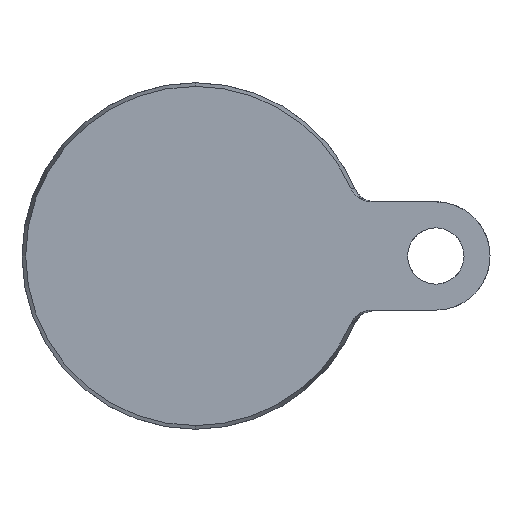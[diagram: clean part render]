
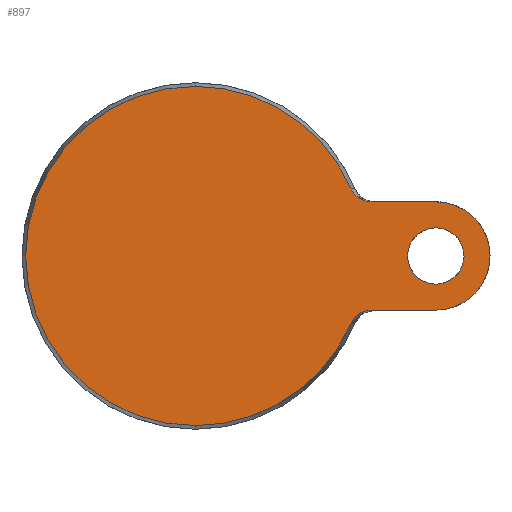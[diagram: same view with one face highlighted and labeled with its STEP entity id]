
A CAD part, front view. The second image highlights one B-rep face of the part: STEP entity #897.
In plain terms, the highlighted planar face has unit normal (0, -1, 0).
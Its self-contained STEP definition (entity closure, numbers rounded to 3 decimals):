
#7 = ORIENTED_EDGE ( 'NONE', *, *, #200, .F. ) ;
#31 = EDGE_CURVE ( 'NONE', #569, #355, #753, .T. ) ;
#34 = EDGE_LOOP ( 'NONE', ( #938, #399 ) ) ;
#47 = B_SPLINE_CURVE_WITH_KNOTS ( 'NONE', 3,
 ( #72, #583, #599, #1018, #287, #1150, #1027, #375, #1364, #1342, #816, #708, #925, #719 ),
 .UNSPECIFIED., .F., .F.,
 ( 4, 2, 2, 2, 2, 2, 4 ),
 ( 0., 0.001, 0.002, 0.003, 0.004, 0.004, 0.006 ),
 .UNSPECIFIED. ) ;
#72 = CARTESIAN_POINT ( 'NONE',  ( 40.579, 0., 12.5 ) ) ;
#73 = DIRECTION ( 'NONE',  ( 0., 1., 0. ) ) ;
#76 = ORIENTED_EDGE ( 'NONE', *, *, #317, .F. ) ;
#89 = CARTESIAN_POINT ( 'NONE',  ( 36.381, 0., -14.668 ) ) ;
#122 = LINE ( 'NONE', #523, #847 ) ;
#137 = VERTEX_POINT ( 'NONE', #1020 ) ;
#140 = EDGE_CURVE ( 'NONE', #692, #137, #507, .T. ) ;
#165 = CARTESIAN_POINT ( 'NONE',  ( 38.218, 0., -13.072 ) ) ;
#168 = CIRCLE ( 'NONE', #325, 6.5 ) ;
#198 = CARTESIAN_POINT ( 'NONE',  ( 36.857, 0., -14.106 ) ) ;
#200 = EDGE_CURVE ( 'NONE', #597, #692, #951, .T. ) ;
#280 = EDGE_CURVE ( 'NONE', #1104, #630, #1305, .T. ) ;
#287 = CARTESIAN_POINT ( 'NONE',  ( 38.665, 0., 12.866 ) ) ;
#289 = DIRECTION ( 'NONE',  ( 0., 1., 0. ) ) ;
#290 = CARTESIAN_POINT ( 'NONE',  ( 37.591, 0., -13.458 ) ) ;
#294 = DIRECTION ( 'NONE',  ( 0., 0., 1. ) ) ;
#295 = CARTESIAN_POINT ( 'NONE',  ( 39.592, 0., -12.572 ) ) ;
#312 = ORIENTED_EDGE ( 'NONE', *, *, #550, .T. ) ;
#316 = DIRECTION ( 'NONE',  ( 0., 0., -1. ) ) ;
#317 = EDGE_CURVE ( 'NONE', #137, #733, #122, .T. ) ;
#325 = AXIS2_PLACEMENT_3D ( 'NONE', #1315, #353, #686 ) ;
#327 = DIRECTION ( 'NONE',  ( 1., 0., 0. ) ) ;
#353 = DIRECTION ( 'NONE',  ( 0., 1., 0. ) ) ;
#355 = VERTEX_POINT ( 'NONE', #1335 ) ;
#366 = AXIS2_PLACEMENT_3D ( 'NONE', #515, #289, #294 ) ;
#375 = CARTESIAN_POINT ( 'NONE',  ( 37.598, 0., 13.453 ) ) ;
#389 = AXIS2_PLACEMENT_3D ( 'NONE', #710, #73, #495 ) ;
#392 = VERTEX_POINT ( 'NONE', #560 ) ;
#398 = CARTESIAN_POINT ( 'NONE',  ( 36.124, 0., -15.081 ) ) ;
#399 = ORIENTED_EDGE ( 'NONE', *, *, #31, .T. ) ;
#402 = CARTESIAN_POINT ( 'NONE',  ( 0., 0., -39.143 ) ) ;
#415 = AXIS2_PLACEMENT_3D ( 'NONE', #1169, #611, #1046 ) ;
#429 = EDGE_CURVE ( 'NONE', #355, #569, #168, .T. ) ;
#441 = CARTESIAN_POINT ( 'NONE',  ( 40.579, 0., -12.5 ) ) ;
#489 = CARTESIAN_POINT ( 'NONE',  ( 38., 0., -13.192 ) ) ;
#491 = VERTEX_POINT ( 'NONE', #513 ) ;
#495 = DIRECTION ( 'NONE',  ( 0., 0., -1. ) ) ;
#507 = CIRCLE ( 'NONE', #389, 12.5 ) ;
#513 = CARTESIAN_POINT ( 'NONE',  ( 35.928, 0., -15.535 ) ) ;
#515 = CARTESIAN_POINT ( 'NONE',  ( 55.5, 0., 0. ) ) ;
#516 = CARTESIAN_POINT ( 'NONE',  ( 37.031, 0., -13.929 ) ) ;
#520 = EDGE_CURVE ( 'NONE', #597, #392, #47, .T. ) ;
#523 = CARTESIAN_POINT ( 'NONE',  ( 15., 0., -12.5 ) ) ;
#532 = ORIENTED_EDGE ( 'NONE', *, *, #140, .F. ) ;
#545 = DIRECTION ( 'NONE',  ( 0., -1., 0. ) ) ;
#550 = EDGE_CURVE ( 'NONE', #630, #491, #685, .T. ) ;
#560 = CARTESIAN_POINT ( 'NONE',  ( 35.928, 0., 15.535 ) ) ;
#569 = VERTEX_POINT ( 'NONE', #795 ) ;
#581 = CARTESIAN_POINT ( 'NONE',  ( 0., 0., 39.143 ) ) ;
#583 = CARTESIAN_POINT ( 'NONE',  ( 40.085, 0., 12.5 ) ) ;
#597 = VERTEX_POINT ( 'NONE', #1242 ) ;
#599 = CARTESIAN_POINT ( 'NONE',  ( 39.603, 0., 12.57 ) ) ;
#603 = CARTESIAN_POINT ( 'NONE',  ( 37.397, 0., -13.606 ) ) ;
#604 = ORIENTED_EDGE ( 'NONE', *, *, #520, .T. ) ;
#611 = DIRECTION ( 'NONE',  ( 0., -1., 0. ) ) ;
#628 = CARTESIAN_POINT ( 'NONE',  ( 15., 0., 12.5 ) ) ;
#630 = VERTEX_POINT ( 'NONE', #402 ) ;
#685 = CIRCLE ( 'NONE', #1142, 39.143 ) ;
#686 = DIRECTION ( 'NONE',  ( 0., 0., 1. ) ) ;
#692 = VERTEX_POINT ( 'NONE', #1292 ) ;
#697 = DIRECTION ( 'NONE',  ( 0., 0., 1. ) ) ;
#708 = CARTESIAN_POINT ( 'NONE',  ( 36.388, 0., 14.659 ) ) ;
#710 = CARTESIAN_POINT ( 'NONE',  ( 55.5, 0., 0. ) ) ;
#719 = CARTESIAN_POINT ( 'NONE',  ( 35.928, 0., 15.535 ) ) ;
#730 = CARTESIAN_POINT ( 'NONE',  ( 38.891, 0., -12.781 ) ) ;
#733 = VERTEX_POINT ( 'NONE', #441 ) ;
#753 = CIRCLE ( 'NONE', #366, 6.5 ) ;
#774 = AXIS2_PLACEMENT_3D ( 'NONE', #1265, #1341, #697 ) ;
#795 = CARTESIAN_POINT ( 'NONE',  ( 55.5, 0., 6.5 ) ) ;
#816 = CARTESIAN_POINT ( 'NONE',  ( 36.861, 0., 14.101 ) ) ;
#826 = FACE_OUTER_BOUND ( 'NONE', #1079, .T. ) ;
#843 = CARTESIAN_POINT ( 'NONE',  ( 0., 0., 0. ) ) ;
#847 = VECTOR ( 'NONE', #1378, 1000. ) ;
#862 = B_SPLINE_CURVE_WITH_KNOTS ( 'NONE', 3,
 ( #1263, #398, #89, #198, #516, #603, #290, #489, #165, #940, #730, #295, #946, #1270 ),
 .UNSPECIFIED., .F., .F.,
 ( 4, 2, 2, 2, 2, 2, 4 ),
 ( 0., 0.001, 0.002, 0.003, 0.004, 0.004, 0.006 ),
 .UNSPECIFIED. ) ;
#866 = CIRCLE ( 'NONE', #415, 39.143 ) ;
#897 = ADVANCED_FACE ( 'NONE', ( #826, #908 ), #1348, .F. ) ;
#908 = FACE_BOUND ( 'NONE', #34, .T. ) ;
#912 = CARTESIAN_POINT ( 'NONE',  ( 0., 0., 0. ) ) ;
#923 = ORIENTED_EDGE ( 'NONE', *, *, #280, .T. ) ;
#925 = CARTESIAN_POINT ( 'NONE',  ( 36.124, 0., 15.081 ) ) ;
#936 = DIRECTION ( 'NONE',  ( 0., -1., 0. ) ) ;
#938 = ORIENTED_EDGE ( 'NONE', *, *, #429, .T. ) ;
#940 = CARTESIAN_POINT ( 'NONE',  ( 38.663, 0., -12.866 ) ) ;
#946 = CARTESIAN_POINT ( 'NONE',  ( 40.085, 0., -12.5 ) ) ;
#951 = LINE ( 'NONE', #628, #1302 ) ;
#1018 = CARTESIAN_POINT ( 'NONE',  ( 38.897, 0., 12.778 ) ) ;
#1020 = CARTESIAN_POINT ( 'NONE',  ( 55.5, 0., -12.5 ) ) ;
#1027 = CARTESIAN_POINT ( 'NONE',  ( 38.008, 0., 13.187 ) ) ;
#1032 = ORIENTED_EDGE ( 'NONE', *, *, #1227, .T. ) ;
#1046 = DIRECTION ( 'NONE',  ( 0., 0., -1. ) ) ;
#1079 = EDGE_LOOP ( 'NONE', ( #7, #604, #1032, #923, #312, #1130, #76, #532 ) ) ;
#1104 = VERTEX_POINT ( 'NONE', #581 ) ;
#1130 = ORIENTED_EDGE ( 'NONE', *, *, #1297, .T. ) ;
#1142 = AXIS2_PLACEMENT_3D ( 'NONE', #912, #936, #1260 ) ;
#1150 = CARTESIAN_POINT ( 'NONE',  ( 38.221, 0., 13.07 ) ) ;
#1169 = CARTESIAN_POINT ( 'NONE',  ( 0., 0., 0. ) ) ;
#1227 = EDGE_CURVE ( 'NONE', #392, #1104, #866, .T. ) ;
#1242 = CARTESIAN_POINT ( 'NONE',  ( 40.579, 0., 12.5 ) ) ;
#1260 = DIRECTION ( 'NONE',  ( 0., 0., -1. ) ) ;
#1263 = CARTESIAN_POINT ( 'NONE',  ( 35.928, 0., -15.535 ) ) ;
#1265 = CARTESIAN_POINT ( 'NONE',  ( -39.143, 0., 0. ) ) ;
#1270 = CARTESIAN_POINT ( 'NONE',  ( 40.579, 0., -12.5 ) ) ;
#1281 = AXIS2_PLACEMENT_3D ( 'NONE', #843, #545, #316 ) ;
#1292 = CARTESIAN_POINT ( 'NONE',  ( 55.5, 0., 12.5 ) ) ;
#1297 = EDGE_CURVE ( 'NONE', #491, #733, #862, .T. ) ;
#1302 = VECTOR ( 'NONE', #327, 1000. ) ;
#1305 = CIRCLE ( 'NONE', #1281, 39.143 ) ;
#1315 = CARTESIAN_POINT ( 'NONE',  ( 55.5, 0., 0. ) ) ;
#1335 = CARTESIAN_POINT ( 'NONE',  ( 55.5, 0., -6.5 ) ) ;
#1341 = DIRECTION ( 'NONE',  ( 0., 1., 0. ) ) ;
#1342 = CARTESIAN_POINT ( 'NONE',  ( 37.032, 0., 13.927 ) ) ;
#1348 = PLANE ( 'NONE',  #774 ) ;
#1364 = CARTESIAN_POINT ( 'NONE',  ( 37.4, 0., 13.603 ) ) ;
#1378 = DIRECTION ( 'NONE',  ( -1., 0., 0. ) ) ;
